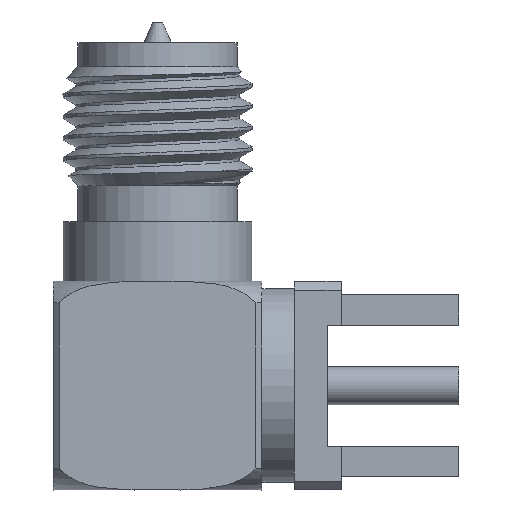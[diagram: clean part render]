
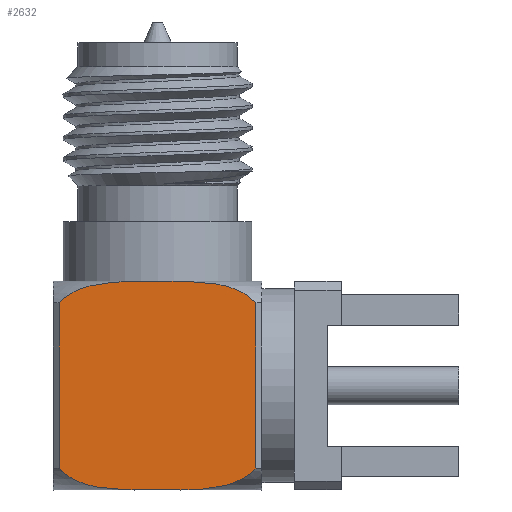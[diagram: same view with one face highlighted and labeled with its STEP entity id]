
A CAD part, left-side view. The second image highlights one B-rep face of the part: STEP entity #2632.
In plain terms, the highlighted planar face has unit normal (-1, 0, 0).
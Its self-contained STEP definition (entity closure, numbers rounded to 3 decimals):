
#36=LINE('',#4211,#170);
#38=LINE('',#4276,#172);
#170=VECTOR('',#2977,1000.);
#172=VECTOR('',#3003,1000.);
#308=PLANE('',#2772);
#418=B_SPLINE_CURVE_WITH_KNOTS('',3,(#4218,#4219,#4220,#4221,#4222,#4223),
 .UNSPECIFIED.,.F.,.F.,(4,1,1,4),(0.,0.002,
0.003,0.003),.UNSPECIFIED.);
#419=B_SPLINE_CURVE_WITH_KNOTS('',3,(#4230,#4231,#4232,#4233,#4234,#4235),
 .UNSPECIFIED.,.F.,.F.,(4,1,1,4),(0.014,0.015,
0.016,0.018),.UNSPECIFIED.);
#424=B_SPLINE_CURVE_WITH_KNOTS('',3,(#4269,#4270,#4271,#4272,#4273,#4274),
 .UNSPECIFIED.,.F.,.F.,(4,1,1,4),(0.,0.002,0.003,
0.003),.UNSPECIFIED.);
#425=B_SPLINE_CURVE_WITH_KNOTS('',3,(#4278,#4279,#4280,#4281,#4282,#4283),
 .UNSPECIFIED.,.F.,.F.,(4,1,1,4),(0.014,0.015,
0.016,0.018),.UNSPECIFIED.);
#524=ORIENTED_EDGE('',*,*,#999,.T.);
#525=ORIENTED_EDGE('',*,*,#997,.T.);
#526=ORIENTED_EDGE('',*,*,#1002,.T.);
#527=ORIENTED_EDGE('',*,*,#1011,.T.);
#528=ORIENTED_EDGE('',*,*,#1012,.T.);
#529=ORIENTED_EDGE('',*,*,#1013,.T.);
#997=EDGE_CURVE('',#1251,#1250,#36,.T.);
#999=EDGE_CURVE('',#1252,#1251,#418,.T.);
#1002=EDGE_CURVE('',#1250,#1254,#419,.T.);
#1011=EDGE_CURVE('',#1254,#1259,#424,.T.);
#1012=EDGE_CURVE('',#1259,#1260,#38,.T.);
#1013=EDGE_CURVE('',#1260,#1252,#425,.T.);
#1250=VERTEX_POINT('',#4210);
#1251=VERTEX_POINT('',#4212);
#1252=VERTEX_POINT('',#4224);
#1254=VERTEX_POINT('',#4236);
#1259=VERTEX_POINT('',#4275);
#1260=VERTEX_POINT('',#4277);
#1508=EDGE_LOOP('',(#524,#525,#526,#527,#528,#529));
#1665=FACE_BOUND('',#1508,.T.);
#2632=ADVANCED_FACE('',(#1665),#308,.T.);
#2772=AXIS2_PLACEMENT_3D('',#4268,#3001,#3002);
#2977=DIRECTION('',(0.,0.,-1.));
#3001=DIRECTION('',(-1.,0.,0.));
#3002=DIRECTION('',(0.,0.,1.));
#3003=DIRECTION('',(0.,0.,1.));
#4210=CARTESIAN_POINT('',(-3.5,3.3,-6.279));
#4211=CARTESIAN_POINT('',(-3.5,3.3,-7.));
#4212=CARTESIAN_POINT('',(-3.5,3.3,-0.721));
#4218=CARTESIAN_POINT('',(-3.5,0.,0.));
#4219=CARTESIAN_POINT('',(-3.5,0.579,0.));
#4220=CARTESIAN_POINT('',(-3.5,1.451,0.025));
#4221=CARTESIAN_POINT('',(-3.5,2.594,-0.204));
#4222=CARTESIAN_POINT('',(-3.5,3.104,-0.509));
#4223=CARTESIAN_POINT('',(-3.5,3.3,-0.721));
#4224=CARTESIAN_POINT('',(-3.5,0.,0.));
#4230=CARTESIAN_POINT('',(-3.5,3.3,-6.279));
#4231=CARTESIAN_POINT('',(-3.5,3.103,-6.493));
#4232=CARTESIAN_POINT('',(-3.5,2.59,-6.797));
#4233=CARTESIAN_POINT('',(-3.5,1.449,-7.025));
#4234=CARTESIAN_POINT('',(-3.5,0.585,-7.));
#4235=CARTESIAN_POINT('',(-3.5,0.,-7.));
#4236=CARTESIAN_POINT('',(-3.5,0.,-7.));
#4268=CARTESIAN_POINT('',(-3.5,3.5,-7.));
#4269=CARTESIAN_POINT('',(-3.5,0.,-7.));
#4270=CARTESIAN_POINT('',(-3.5,-0.579,-7.));
#4271=CARTESIAN_POINT('',(-3.5,-1.451,-7.025));
#4272=CARTESIAN_POINT('',(-3.5,-2.594,-6.796));
#4273=CARTESIAN_POINT('',(-3.5,-3.104,-6.491));
#4274=CARTESIAN_POINT('',(-3.5,-3.3,-6.279));
#4275=CARTESIAN_POINT('',(-3.5,-3.3,-6.279));
#4276=CARTESIAN_POINT('',(-3.5,-3.3,-7.));
#4277=CARTESIAN_POINT('',(-3.5,-3.3,-0.721));
#4278=CARTESIAN_POINT('',(-3.5,-3.3,-0.721));
#4279=CARTESIAN_POINT('',(-3.5,-3.103,-0.507));
#4280=CARTESIAN_POINT('',(-3.5,-2.59,-0.203));
#4281=CARTESIAN_POINT('',(-3.5,-1.449,0.025));
#4282=CARTESIAN_POINT('',(-3.5,-0.585,0.));
#4283=CARTESIAN_POINT('',(-3.5,0.,0.));
